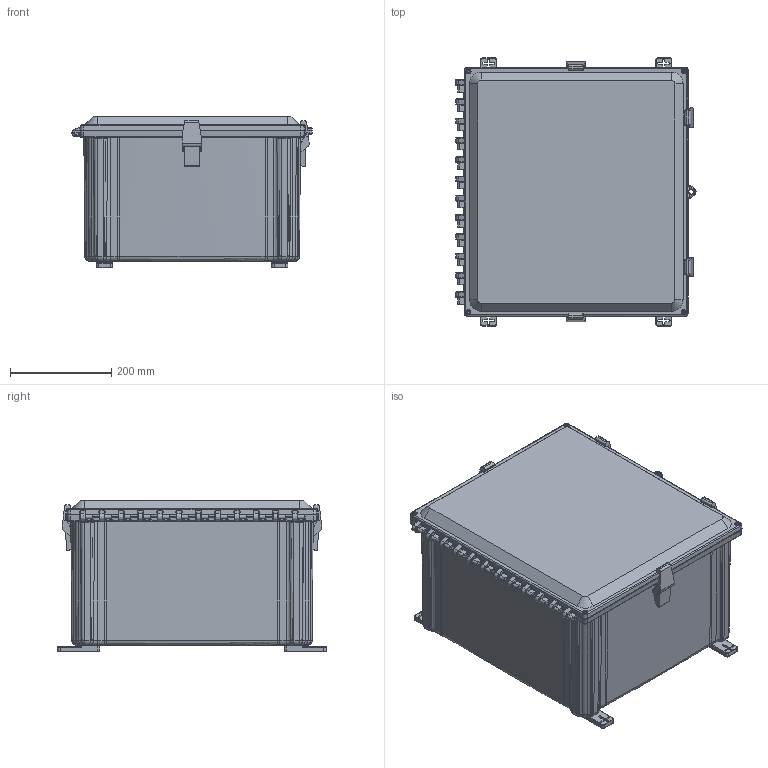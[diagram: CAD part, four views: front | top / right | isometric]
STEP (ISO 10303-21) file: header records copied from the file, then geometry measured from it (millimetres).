
FILE_DESCRIPTION (( 'STEP AP214' ), '1' );
FILE_NAME ('AH181610HW.STEP', '2025-02-19T21:43:26', ( '' ), ( '' ), 'SwSTEP 2.0', 'SolidWorks 2024', '' );
FILE_SCHEMA (( 'AUTOMOTIVE_DESIGN' ));
Length unit declared in the file: inch
Products named in the file (1): AH181610HW
Bounding box: 474.38 x 530.23 x 299.21 mm (x, y, z)
Volume: 4223397.2 mm3; surface area: 1977540.8 mm2
Topology: 10 solids, 14 shells, 3255 faces, 8055 edges, 4884 vertices
Faces by surface type: cylinder 1058, bspline 1054, plane 890, cone 216, torus 37
Full cylindrical faces by diameter (mm): 3.967 x8, 4.953 x4, 6.35 x4, 7.938 x16, 8.319 x12, 9.525 x2, 9.906 x4, 11.43 x1
Entity records: 171759 total; most frequent: CARTESIAN_POINT 109241, ORIENTED_EDGE 15602, DIRECTION 8840, EDGE_CURVE 7801, VERTEX_POINT 4777, B_SPLINE_CURVE_WITH_KNOTS 3602, EDGE_LOOP 3510, FACE_OUTER_BOUND 3314
